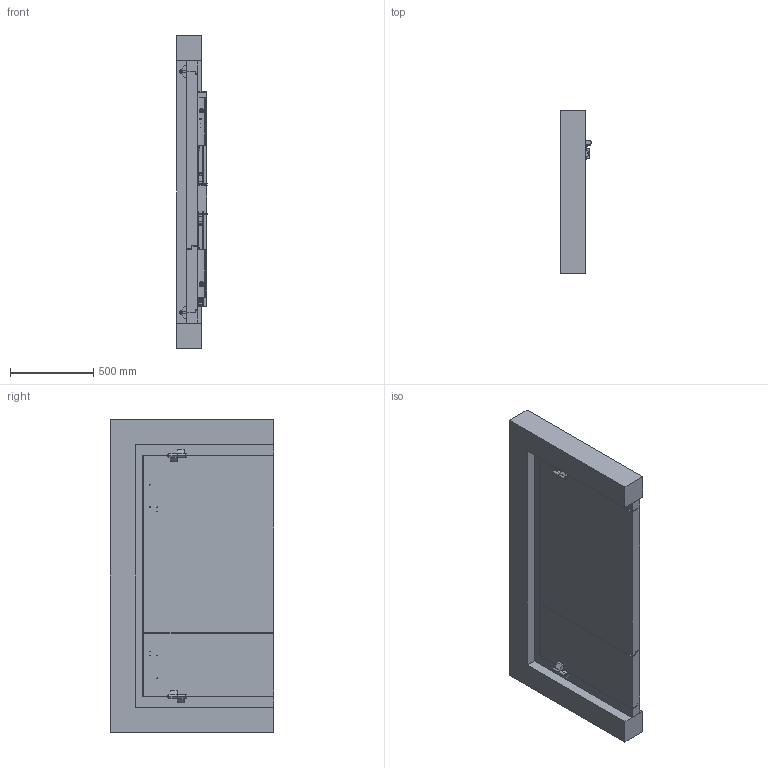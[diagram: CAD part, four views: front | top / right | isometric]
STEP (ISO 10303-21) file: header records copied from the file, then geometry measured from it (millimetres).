
FILE_DESCRIPTION(('CoCreate Modeling STEP Export'),'2;1');
FILE_NAME('TS5000_L-ISM_20540-K-006_O_Montageplatte.stp','2011-04-26T16:47:13',(''),(''),'CoCreate Modeling STEP processor for AP214 (Solid Model)','CoCreate Modeling 17.0B 09-Oct-2010 (C) Parametric Technology GmbH','');
FILE_SCHEMA(('AUTOMOTIVE_DESIGN { 1 0 10303 214 1 1 1 1 }'));
Length unit declared in the file: millimetre
Products named in the file (52): Türblatt_SF; SF_TF; Türblatt_GF; Gf_TF; Rahmen; Band_SF.1; Band_GF.1; Band_GF; Band_SF; Baender.1; Schliesser_SF; Schliesser_GF; Mauerwerk; Holztuer_Schliesser_TS5000; 20540-2-0304.1; 20540-6-0865.1.1; 20540-1-0132_GF_RIS_EIS; 20540-2-0305.2; 20540-6-0865.1; 20540-1-0133_SF_RIS_EIS; 20540-6-0926.2.1.1; 20540-1-0142_Zubehoer-Sichtkappen_55mm; 20540-2-0308.1.1.1; 20540-2-0307.1.1.1.1; 20525-2-0211.1; 20525-2-0211.1.1; 20540-2-0307.1.1.1; Einzelteile_R-ISM; Spannscheibe_DIN_6796-5-FST.1; ABC-Spax_5x55.2; Schraube_DIN912_M6x45_Tuflok_Mat_057153.2; 20540-1-0137_Schraubenzubehoer_R-ISM; TS5000_RIS-Gleitschiene; 20520-2-2170.1; 20510-2-2036_EZ1.1; TS5000; 20520-2-2170.1.1; 20510-2-2036_EZ1.1.1; TS5000.1; 20521-2-0357 ...
Assembly tree (59 placements, depth 5):
  TS5000_20540-K-006
    Auslösehebel.1
      20540-6-0873.1
      20540-6-0871.1
      133081_Steuerhebel
        Zylinderschraube_DIN_912_-_M6_x_14
        002728_Federscheibe_A6_DIN137
        20521-1-0173
          20521-2-0383_EZ1
          20521-2-0380
          20521-2-0357
    TS5000
      TS5000.1
        20510-2-2036_EZ1.1.1
        20520-2-2170.1.1
      TS5000
        20510-2-2036_EZ1.1
        20520-2-2170.1
    TS5000_RIS-Gleitschiene
      20540-1-0137_Schraubenzubehoer_R-ISM
        ABC-Spax_5x55.2  x4
        Schraube_DIN912_M6x45_Tuflok_Mat_057153.2  x2
        Spannscheibe_DIN_6796-5-FST.1  x4
      Einzelteile_R-ISM
        20540-2-0307.1.1.1
        20525-2-0211.1.1
        20525-2-0211.1
        20540-2-0307.1.1.1.1
        20540-2-0308.1.1.1
      20540-1-0142_Zubehoer-Sichtkappen_55mm
        20540-6-0926.2.1.1  x2
      20540-1-0133_SF_RIS_EIS
        20540-6-0865.1
        20540-2-0305.2
        20540-6-0865.1.1
      20540-1-0132_GF_RIS_EIS
        20540-6-0865.1.1
        20540-2-0304.1
    Holztuer_Schliesser_TS5000
      Mauerwerk
      Schliesser_GF
      Schliesser_SF
      Baender.1
        Band_SF
        Band_GF
        Band_GF.1
        Band_SF.1
      Rahmen
      Gf_TF
        Türblatt_GF
      SF_TF
        Türblatt_SF
Bounding box: 181.39 x 980 x 1873 mm (x, y, z)
Volume: 165441940.3 mm3; surface area: 6508586.8 mm2
Topology: 41 solids, 45 shells, 2506 faces, 6631 edges, 4309 vertices
Faces by surface type: plane 1103, cylinder 685, extrusion 357, cone 198, torus 119, bspline 28, sphere 16
Entity records: 97568 total; most frequent: CARTESIAN_POINT 39320, ORIENTED_EDGE 12654, DIRECTION 10125, EDGE_CURVE 6327, VERTEX_POINT 4140, VECTOR 3635, LINE 3278, AXIS2_PLACEMENT_3D 3245
